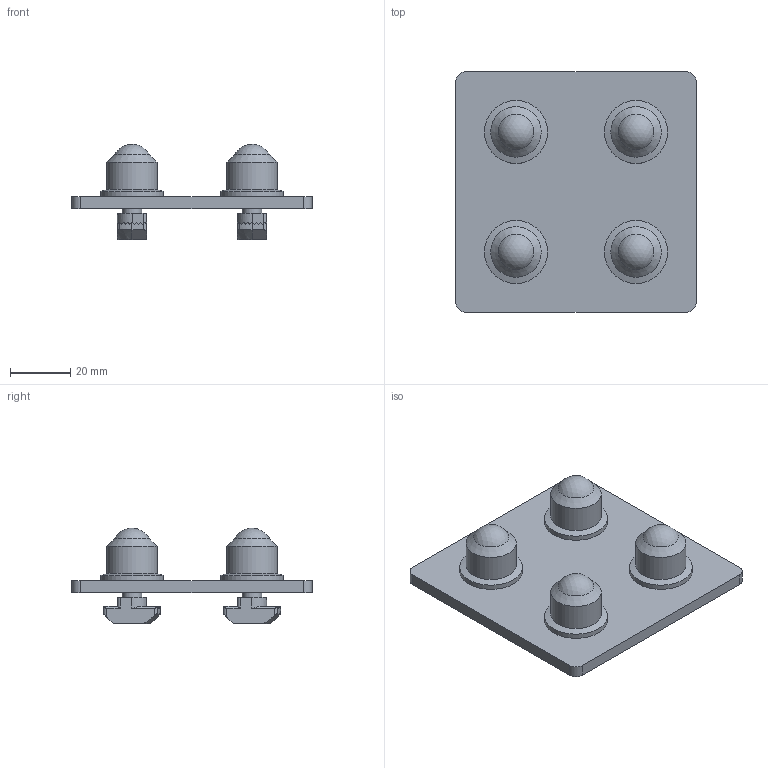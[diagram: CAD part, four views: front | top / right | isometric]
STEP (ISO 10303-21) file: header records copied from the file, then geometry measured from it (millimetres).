
FILE_DESCRIPTION(/* description */ (''),/* implementation_level */ '2;1');
FILE_NAME(/* name */ '126225',/* time_stamp */ '2014-10-06T15:40:22+02:00',/* author */ (''),/* organization */ (''),/* preprocessor_version */ 'ST-DEVELOPER v14',/* originating_system */ 'HiCAD 2013 1802.4 Build 509',/* authorisation */ '');
FILE_SCHEMA (('AUTOMOTIVE_DESIGN { 1 0 10303 214 1 1 1 1 }'));
Length unit declared in the file: millimetre
Products named in the file (14): Root; 126225 Plaat 80 x 80BOIKON; 122000Flensmoer M8BOIKON; 122005Afdekkap voor moer M8BOIKON; 120205Hamerkopbout M8x20BOIKON
Assembly tree (13 placements, depth 4):
  Root
    126225 Plaat 80 x 80BOIKON
      122000Flensmoer M8BOIKON
        122005Afdekkap voor moer M8BOIKON
      122000Flensmoer M8BOIKON
        122005Afdekkap voor moer M8BOIKON
      122000Flensmoer M8BOIKON
        122005Afdekkap voor moer M8BOIKON
      122000Flensmoer M8BOIKON
        122005Afdekkap voor moer M8BOIKON
      120205Hamerkopbout M8x20BOIKON
      120205Hamerkopbout M8x20BOIKON
      120205Hamerkopbout M8x20BOIKON
      120205Hamerkopbout M8x20BOIKON
Bounding box: 80 x 80 x 31.75 mm (x, y, z)
Volume: 44070.4 mm3; surface area: 27710.4 mm2
Topology: 13 solids, 13 shells, 366 faces, 952 edges, 641 vertices
Faces by surface type: plane 250, cylinder 64, cone 44, sphere 8
Full cylindrical faces by diameter (mm): 6.466 x4, 8 x4, 9 x4, 16.8 x4, 21 x4
Entity records: 20569 total; most frequent: CARTESIAN_POINT 2161, DIRECTION 2064, PRESENTATION_STYLE_ASSIGNMENT 1813, COLOUR_RGB 1804, DRAUGHTING_PRE_DEFINED_CURVE_FONT 1800, CURVE_STYLE 1800, OVER_RIDING_STYLED_ITEM 1800, ORIENTED_EDGE 1800
